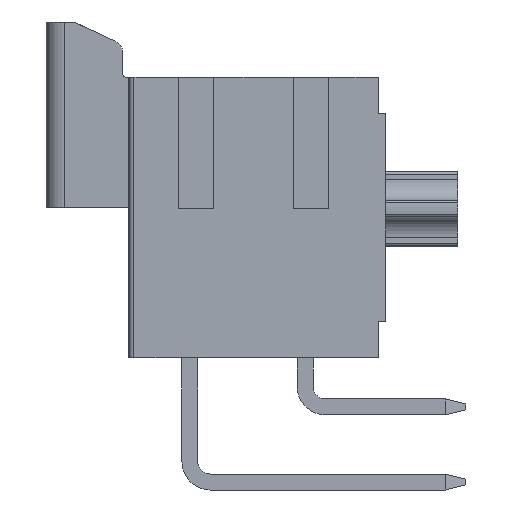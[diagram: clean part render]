
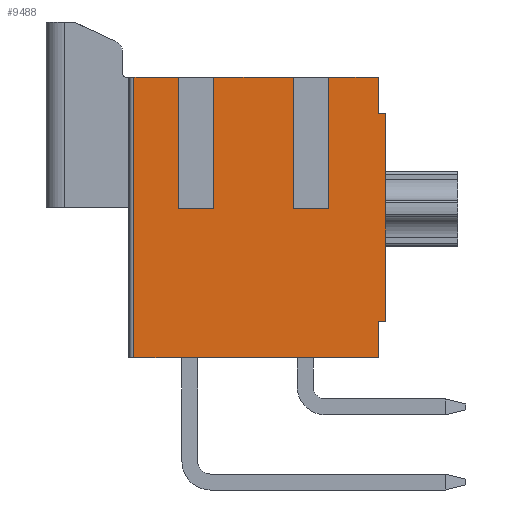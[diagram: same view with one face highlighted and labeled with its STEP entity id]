
A CAD part, left-side view. The second image highlights one B-rep face of the part: STEP entity #9488.
In plain terms, the highlighted planar face has unit normal (-1, 0, 0).
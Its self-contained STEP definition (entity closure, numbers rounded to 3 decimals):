
#1=DIRECTION('',(0.,0.,1.));
#2=VECTOR('',#1,1.45);
#3=CARTESIAN_POINT('',(-9.25,-4.975,-5.6));
#4=LINE('',#3,#2);
#17=DIRECTION('',(0.,0.,1.));
#18=VECTOR('',#17,1.45);
#19=CARTESIAN_POINT('',(-9.25,-4.975,4.15));
#20=LINE('',#19,#18);
#273=DIRECTION('',(0.,0.,1.));
#274=VECTOR('',#273,11.2);
#275=CARTESIAN_POINT('',(-9.25,4.775,-5.6));
#276=LINE('',#275,#274);
#277=DIRECTION('',(0.,0.,-1.));
#278=VECTOR('',#277,5.25);
#279=CARTESIAN_POINT('',(-9.25,2.995,5.6));
#280=LINE('',#279,#278);
#281=DIRECTION('',(0.,1.,0.));
#282=VECTOR('',#281,1.4);
#283=CARTESIAN_POINT('',(-9.25,1.595,0.35));
#284=LINE('',#283,#282);
#285=DIRECTION('',(0.,0.,-1.));
#286=VECTOR('',#285,5.25);
#287=CARTESIAN_POINT('',(-9.25,1.595,5.6));
#288=LINE('',#287,#286);
#289=DIRECTION('',(0.,0.,-1.));
#290=VECTOR('',#289,5.25);
#291=CARTESIAN_POINT('',(-9.25,-1.595,5.6));
#292=LINE('',#291,#290);
#293=DIRECTION('',(0.,1.,0.));
#294=VECTOR('',#293,1.4);
#295=CARTESIAN_POINT('',(-9.25,-2.995,0.35));
#296=LINE('',#295,#294);
#297=DIRECTION('',(0.,0.,-1.));
#298=VECTOR('',#297,5.25);
#299=CARTESIAN_POINT('',(-9.25,-2.995,5.6));
#300=LINE('',#299,#298);
#301=DIRECTION('',(0.,-1.,0.));
#302=VECTOR('',#301,0.3);
#303=CARTESIAN_POINT('',(-9.25,-4.975,4.15));
#304=LINE('',#303,#302);
#305=DIRECTION('',(0.,1.,0.));
#306=VECTOR('',#305,9.75);
#307=CARTESIAN_POINT('',(-9.25,-4.975,-5.6));
#308=LINE('',#307,#306);
#539=DIRECTION('',(0.,1.,0.));
#540=VECTOR('',#539,1.98);
#541=CARTESIAN_POINT('',(-9.25,-4.975,5.6));
#542=LINE('',#541,#540);
#555=DIRECTION('',(0.,1.,0.));
#556=VECTOR('',#555,3.19);
#557=CARTESIAN_POINT('',(-9.25,-1.595,5.6));
#558=LINE('',#557,#556);
#571=DIRECTION('',(0.,1.,0.));
#572=VECTOR('',#571,1.78);
#573=CARTESIAN_POINT('',(-9.25,2.995,5.6));
#574=LINE('',#573,#572);
#2536=DIRECTION('',(0.,0.,-1.));
#2537=VECTOR('',#2536,8.3);
#2538=CARTESIAN_POINT('',(-9.25,-5.275,4.15));
#2539=LINE('',#2538,#2537);
#2576=DIRECTION('',(0.,-1.,0.));
#2577=VECTOR('',#2576,0.3);
#2578=CARTESIAN_POINT('',(-9.25,-4.975,-4.15));
#2579=LINE('',#2578,#2577);
#7125=CARTESIAN_POINT('',(-9.25,-4.975,5.6));
#7127=VERTEX_POINT('',#7125);
#7130=CARTESIAN_POINT('',(-9.25,-4.975,-5.6));
#7132=VERTEX_POINT('',#7130);
#7161=CARTESIAN_POINT('',(-9.25,-4.975,-4.15));
#7162=VERTEX_POINT('',#7161);
#7225=CARTESIAN_POINT('',(-9.25,-2.995,0.35));
#7226=CARTESIAN_POINT('',(-9.25,-1.595,0.35));
#7227=VERTEX_POINT('',#7225);
#7228=VERTEX_POINT('',#7226);
#7229=CARTESIAN_POINT('',(-9.25,-1.595,5.6));
#7230=VERTEX_POINT('',#7229);
#7413=CARTESIAN_POINT('',(-9.25,-2.995,5.6));
#7414=VERTEX_POINT('',#7413);
#7417=CARTESIAN_POINT('',(-9.25,1.595,5.6));
#7418=VERTEX_POINT('',#7417);
#7476=CARTESIAN_POINT('',(-9.25,4.775,5.6));
#7478=VERTEX_POINT('',#7476);
#7479=CARTESIAN_POINT('',(-9.25,4.775,-5.6));
#7480=VERTEX_POINT('',#7479);
#7507=CARTESIAN_POINT('',(-9.25,-5.275,4.15));
#7508=CARTESIAN_POINT('',(-9.25,-5.275,-4.15));
#7509=VERTEX_POINT('',#7507);
#7510=VERTEX_POINT('',#7508);
#7527=CARTESIAN_POINT('',(-9.25,-4.975,4.15));
#7528=VERTEX_POINT('',#7527);
#8619=CARTESIAN_POINT('',(-9.25,1.595,0.35));
#8620=CARTESIAN_POINT('',(-9.25,2.995,0.35));
#8621=VERTEX_POINT('',#8619);
#8622=VERTEX_POINT('',#8620);
#8623=CARTESIAN_POINT('',(-9.25,2.995,5.6));
#8624=VERTEX_POINT('',#8623);
#9451=CARTESIAN_POINT('',(-9.25,-4.975,-5.6));
#9452=DIRECTION('',(-1.,0.,0.));
#9453=DIRECTION('',(0.,0.,1.));
#9454=AXIS2_PLACEMENT_3D('',#9451,#9452,#9453);
#9455=PLANE('',#9454);
#9457=ORIENTED_EDGE('',*,*,#9456,.T.);
#9459=ORIENTED_EDGE('',*,*,#9458,.F.);
#9461=ORIENTED_EDGE('',*,*,#9460,.T.);
#9463=ORIENTED_EDGE('',*,*,#9462,.F.);
#9465=ORIENTED_EDGE('',*,*,#9464,.F.);
#9467=ORIENTED_EDGE('',*,*,#9466,.F.);
#9469=ORIENTED_EDGE('',*,*,#9468,.T.);
#9471=ORIENTED_EDGE('',*,*,#9470,.F.);
#9473=ORIENTED_EDGE('',*,*,#9472,.F.);
#9475=ORIENTED_EDGE('',*,*,#9474,.F.);
#9476=ORIENTED_EDGE('',*,*,#9332,.F.);
#9478=ORIENTED_EDGE('',*,*,#9477,.T.);
#9480=ORIENTED_EDGE('',*,*,#9479,.T.);
#9482=ORIENTED_EDGE('',*,*,#9481,.F.);
#9483=ORIENTED_EDGE('',*,*,#9324,.F.);
#9485=ORIENTED_EDGE('',*,*,#9484,.T.);
#9486=EDGE_LOOP('',(#9457,#9459,#9461,#9463,#9465,#9467,#9469,#9471,#9473,#9475,
#9476,#9478,#9480,#9482,#9483,#9485));
#9487=FACE_OUTER_BOUND('',#9486,.F.);
#9488=ADVANCED_FACE('',(#9487),#9455,.T.);
#9324=EDGE_CURVE('',#7132,#7162,#4,.T.);
#9332=EDGE_CURVE('',#7528,#7127,#20,.T.);
#9456=EDGE_CURVE('',#7480,#7478,#276,.T.);
#9458=EDGE_CURVE('',#8624,#7478,#574,.T.);
#9460=EDGE_CURVE('',#8624,#8622,#280,.T.);
#9462=EDGE_CURVE('',#8621,#8622,#284,.T.);
#9464=EDGE_CURVE('',#7418,#8621,#288,.T.);
#9466=EDGE_CURVE('',#7230,#7418,#558,.T.);
#9468=EDGE_CURVE('',#7230,#7228,#292,.T.);
#9470=EDGE_CURVE('',#7227,#7228,#296,.T.);
#9472=EDGE_CURVE('',#7414,#7227,#300,.T.);
#9474=EDGE_CURVE('',#7127,#7414,#542,.T.);
#9477=EDGE_CURVE('',#7528,#7509,#304,.T.);
#9479=EDGE_CURVE('',#7509,#7510,#2539,.T.);
#9481=EDGE_CURVE('',#7162,#7510,#2579,.T.);
#9484=EDGE_CURVE('',#7132,#7480,#308,.T.);
